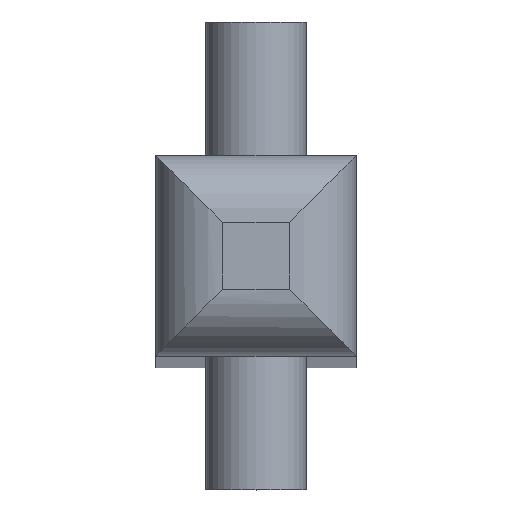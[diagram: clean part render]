
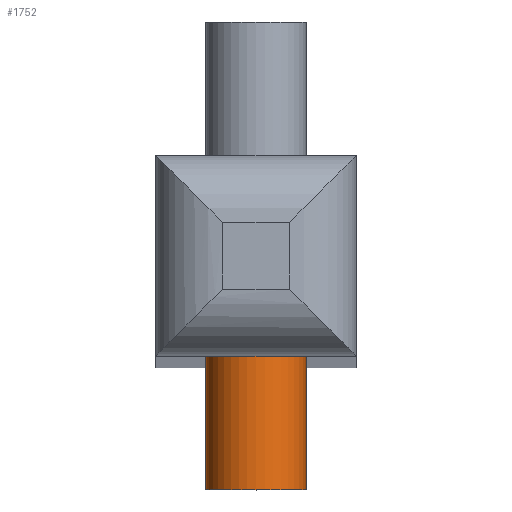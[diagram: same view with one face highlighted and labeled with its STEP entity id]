
A CAD part, top view. The second image highlights one B-rep face of the part: STEP entity #1752.
In plain terms, the highlighted cylindrical face has radius 1.5 mm (diameter 3 mm), a partial arc.
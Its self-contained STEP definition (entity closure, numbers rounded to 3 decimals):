
#128=DIRECTION('',(0.,1.,0.));
#129=VECTOR('',#128,4.);
#130=CARTESIAN_POINT('',(1.5,-4.,196.));
#131=LINE('',#130,#129);
#136=DIRECTION('',(0.,1.,0.));
#137=VECTOR('',#136,4.);
#138=CARTESIAN_POINT('',(4.5,-4.,196.));
#139=LINE('',#138,#137);
#150=CARTESIAN_POINT('',(3.,0.,196.));
#151=DIRECTION('',(0.,1.,0.));
#152=DIRECTION('',(-1.,0.,0.));
#153=AXIS2_PLACEMENT_3D('',#150,#151,#152);
#1465=CARTESIAN_POINT('',(3.,-4.,196.));
#1466=DIRECTION('',(0.,-1.,0.));
#1467=DIRECTION('',(1.,0.,0.));
#1468=AXIS2_PLACEMENT_3D('',#1465,#1466,#1467);
#1508=CARTESIAN_POINT('',(1.5,-4.,196.));
#1509=CARTESIAN_POINT('',(1.5,0.,196.));
#1510=VERTEX_POINT('',#1508);
#1511=VERTEX_POINT('',#1509);
#1512=CARTESIAN_POINT('',(4.5,-4.,196.));
#1513=VERTEX_POINT('',#1512);
#1514=CARTESIAN_POINT('',(4.5,0.,196.));
#1515=VERTEX_POINT('',#1514);
#1739=CARTESIAN_POINT('',(3.,-4.,196.));
#1740=DIRECTION('',(0.,1.,0.));
#1741=DIRECTION('',(1.,0.,0.));
#1742=AXIS2_PLACEMENT_3D('',#1739,#1740,#1741);
#1743=CYLINDRICAL_SURFACE('',#1742,1.5);
#1744=ORIENTED_EDGE('',*,*,#1721,.T.);
#1746=ORIENTED_EDGE('',*,*,#1745,.T.);
#1747=ORIENTED_EDGE('',*,*,#1725,.F.);
#1749=ORIENTED_EDGE('',*,*,#1748,.T.);
#1750=EDGE_LOOP('',(#1744,#1746,#1747,#1749));
#1751=FACE_OUTER_BOUND('',#1750,.F.);
#154=CIRCLE('',#153,1.5);
#1469=CIRCLE('',#1468,1.5);
#1721=EDGE_CURVE('',#1510,#1511,#131,.T.);
#1725=EDGE_CURVE('',#1513,#1515,#139,.T.);
#1745=EDGE_CURVE('',#1511,#1515,#154,.T.);
#1748=EDGE_CURVE('',#1513,#1510,#1469,.T.);
#1752=ADVANCED_FACE('',(#1751),#1743,.T.);
